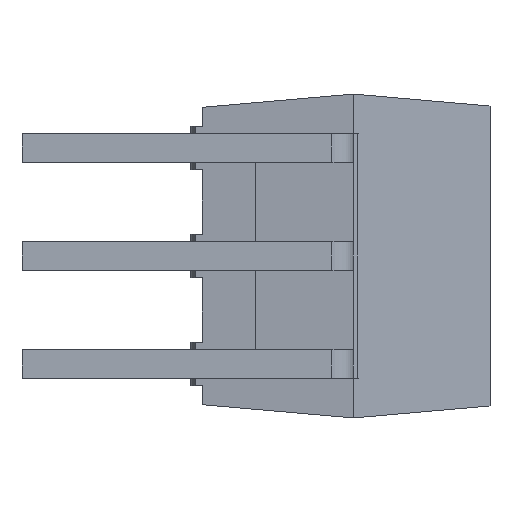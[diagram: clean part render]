
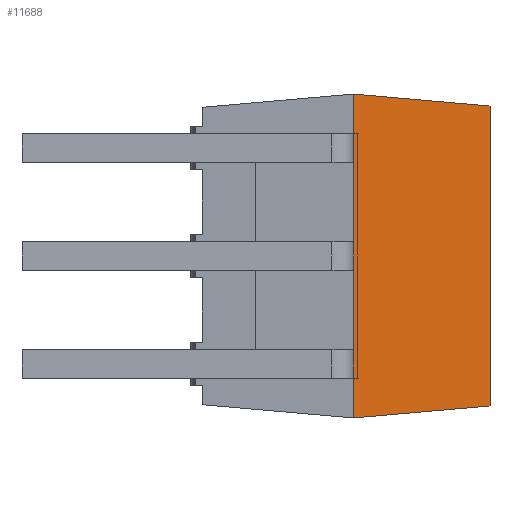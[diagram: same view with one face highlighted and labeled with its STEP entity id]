
A CAD part, left-side view. The second image highlights one B-rep face of the part: STEP entity #11688.
In plain terms, the highlighted planar face has unit normal (-0.996, -0.087, 0).
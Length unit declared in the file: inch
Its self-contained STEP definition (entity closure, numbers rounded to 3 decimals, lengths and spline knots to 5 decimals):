
#8677=CARTESIAN_POINT('',(-0.26569,-0.095,0.10419));
#8678=VERTEX_POINT('',#8677);
#8685=CARTESIAN_POINT('',(-0.26569,-0.095,-0.10419));
#8686=VERTEX_POINT('',#8685);
#8687=CARTESIAN_POINT('',(-0.26569,-0.095,-0.10419));
#8688=DIRECTION('',(0.0,0.0,1.0));
#8689=VECTOR('',#8688,0.20838);
#8690=LINE('',#8687,#8689);
#8691=EDGE_CURVE('',#8678,#8686,#8690,.F.);
#9326=CARTESIAN_POINT('',(-0.274,0.0,-0.01));
#9327=VERTEX_POINT('',#9326);
#9328=CARTESIAN_POINT('',(-0.274,0.0,0.01));
#9329=VERTEX_POINT('',#9328);
#9330=CARTESIAN_POINT('',(-0.274,0.,-0.01));
#9331=DIRECTION('',(0.0,0.0,1.0));
#9332=VECTOR('',#9331,0.02);
#9333=LINE('',#9330,#9332);
#9334=EDGE_CURVE('',#9327,#9329,#9333,.T.);
#9598=CARTESIAN_POINT('',(-0.274,0.0,-0.085));
#9599=VERTEX_POINT('',#9598);
#9600=CARTESIAN_POINT('',(-0.274,0.0,-0.065));
#9601=VERTEX_POINT('',#9600);
#9602=CARTESIAN_POINT('',(-0.274,0.,-0.085));
#9603=DIRECTION('',(0.0,0.0,1.0));
#9604=VECTOR('',#9603,0.02);
#9605=LINE('',#9602,#9604);
#9606=EDGE_CURVE('',#9599,#9601,#9605,.T.);
#10829=CARTESIAN_POINT('',(-0.274,0.,0.1125));
#10830=VERTEX_POINT('',#10829);
#10831=CARTESIAN_POINT('',(-0.274,0.,0.01));
#10832=DIRECTION('',(0.0,0.0,1.0));
#10833=VECTOR('',#10832,0.1025);
#10834=LINE('',#10831,#10833);
#10835=EDGE_CURVE('',#9329,#10830,#10834,.T.);
#10949=CARTESIAN_POINT('',(-0.274,0.,-0.1125));
#10950=VERTEX_POINT('',#10949);
#10957=CARTESIAN_POINT('',(-0.274,0.,-0.1125));
#10958=DIRECTION('',(0.0,0.0,1.0));
#10959=VECTOR('',#10958,0.0275);
#10960=LINE('',#10957,#10959);
#10961=EDGE_CURVE('',#10950,#9599,#10960,.T.);
#10966=CARTESIAN_POINT('',(-0.274,0.,-0.065));
#10967=DIRECTION('',(0.0,0.0,1.0));
#10968=VECTOR('',#10967,0.055);
#10969=LINE('',#10966,#10968);
#10970=EDGE_CURVE('',#9601,#9327,#10969,.T.);
#11663=CARTESIAN_POINT('',(-0.26572,-0.09464,0.));
#11664=DIRECTION('',(-0.996,-0.087,0.));
#11665=DIRECTION('',(0.087,-0.996,0.));
#11666=AXIS2_PLACEMENT_3D('',#11663,#11664,#11665);
#11667=PLANE('',#11666);
#11668=ORIENTED_EDGE('',*,*,#10961,.F.);
#11669=CARTESIAN_POINT('',(-0.274,0.,-0.1125));
#11670=DIRECTION('',(0.087,-0.992,0.087));
#11671=VECTOR('',#11670,0.09572);
#11672=LINE('',#11669,#11671);
#11673=EDGE_CURVE('',#10950,#8686,#11672,.T.);
#11674=ORIENTED_EDGE('',*,*,#11673,.T.);
#11675=ORIENTED_EDGE('',*,*,#8691,.F.);
#11676=CARTESIAN_POINT('',(-0.26569,-0.095,0.10419));
#11677=DIRECTION('',(-0.087,0.992,0.087));
#11678=VECTOR('',#11677,0.09572);
#11679=LINE('',#11676,#11678);
#11680=EDGE_CURVE('',#8678,#10830,#11679,.T.);
#11681=ORIENTED_EDGE('',*,*,#11680,.T.);
#11682=ORIENTED_EDGE('',*,*,#10835,.F.);
#11683=ORIENTED_EDGE('',*,*,#9334,.F.);
#11684=ORIENTED_EDGE('',*,*,#10970,.F.);
#11685=ORIENTED_EDGE('',*,*,#9606,.F.);
#11686=EDGE_LOOP('',(#11668,#11674,#11675,#11681,#11682,#11683,#11684,#11685));
#11687=FACE_OUTER_BOUND('',#11686,.T.);
#11688=ADVANCED_FACE('',(#11687),#11667,.T.);
